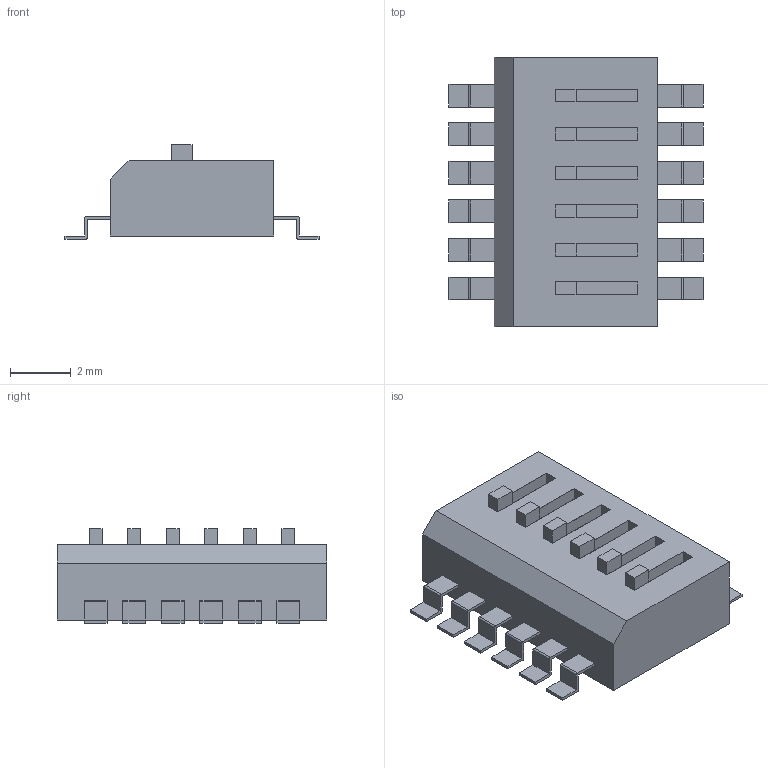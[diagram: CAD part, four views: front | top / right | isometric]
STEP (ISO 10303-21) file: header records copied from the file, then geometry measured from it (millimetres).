
FILE_DESCRIPTION(/* description */ ('model of SW_DIP_x6_W7.62mm_Slide_Copal_CHS-B'),/* implementation_level */ '2;1');
FILE_NAME(/* name */ 'SW_DIP_x6_W7.62mm_Slide_Copal_CHS-B.step',/* time_stamp */ '2017-10-28T13:05:52',/* author */ ('kicad StepUp','ksu'),/* organization */ ('FreeCAD'),/* preprocessor_version */ 'OCC',/* originating_system */ 'kicad StepUp',/* authorisation */ '');
FILE_SCHEMA(('AUTOMOTIVE_DESIGN { 1 0 10303 214 1 1 1 1 }'));
Length unit declared in the file: millimetre
Products named in the file (5): ASSEMBLY; SW_DIP_x6_W762mm_Slide_Copal_CHS_B001; Shape0_0263271792226; Shape0_444286366619; SW_DIP_x6_W762mm_Slide_Copal_CHS_B
Assembly tree (4 placements, depth 2):
  ASSEMBLY
    SW_DIP_x6_W762mm_Slide_Copal_CHS_B001
    Shape0_0263271792226
    Shape0_444286366619
    SW_DIP_x6_W762mm_Slide_Copal_CHS_B
Bounding box: 8.37 x 8.89 x 3.1 mm (x, y, z)
Surface area: 493.4 mm2
Topology: 14 solids, 14 shells, 242 faces, 594 edges, 392 vertices
Faces by surface type: plane 218, cylinder 24
Entity records: 7617 total; most frequent: CARTESIAN_POINT 1233, ORIENTED_EDGE 1188, DIRECTION 1136, EDGE_CURVE 594, LINE 546, VECTOR 546, VERTEX_POINT 392, AXIS2_PLACEMENT_3D 295
